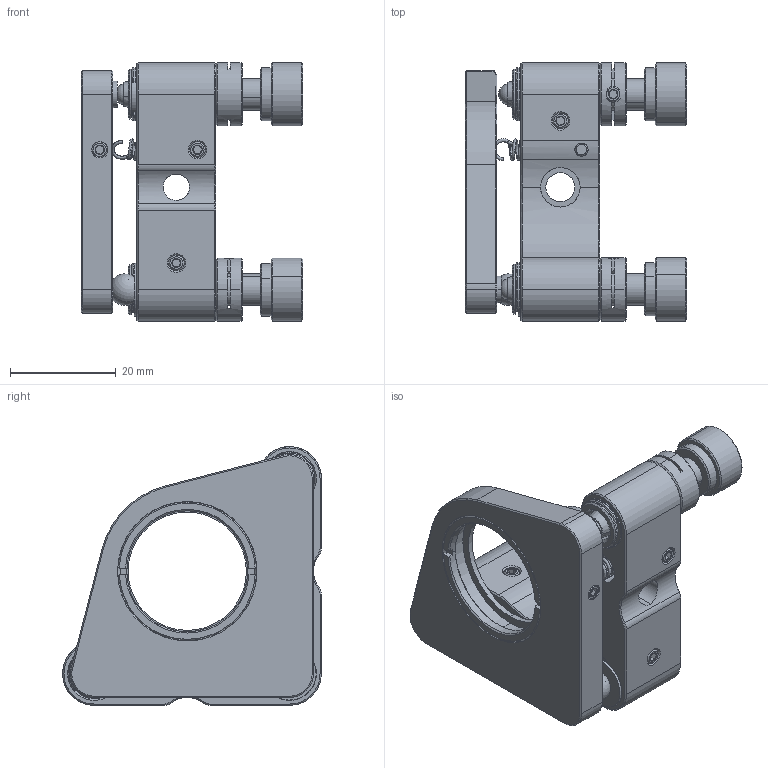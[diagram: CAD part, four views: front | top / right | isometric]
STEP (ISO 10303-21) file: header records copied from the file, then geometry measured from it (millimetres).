
FILE_DESCRIPTION (( 'STEP AP203' ), '1' );
FILE_NAME ('1.1.1.22_ZJB-SM1-2_光学调整架，用于φ1寸光学元件，两轴，带SM1螺纹，含一个卡环.STEP', '2022-09-09T02:49:05', ( '' ), ( '' ), 'SwSTEP 2.0', 'SolidWorks 2021', '' );
FILE_SCHEMA (( 'CONFIG_CONTROL_DESIGN' ));
Length unit declared in the file: millimetre
Products named in the file (18): 1.1.1.22_ZJB-SM1-2_光学调整架，用于φ1寸光学元件，两轴，带SM1螺纹，含一个卡环; 1.1.1.13.1，光学调整架转换件，用于φ1英寸光学元件，Rev.A; 32.4.2，QB-φ5.0x1，φ5.0x1 白钢垫片，A; ZFK透镜卡环压圈_1.8.5.2-ZFK-K1.0; 1.1.1.22.1，光学调整架主体，用于φ1寸光学元件，带SM1螺纹，A; 3.2.2.17.1，标准型M6x0.25六角调节器，长度29.87，Rev.A; 3.2.2.17，DXS-0625-31.6，标准M6x0.25细牙螺丝，长度31.6，Rev.A; 36.1，440c不锈钢滚珠_36.1.6_GZ-B4; 30.5.1-14，LPJ3，M3不锈钢平头紧定螺丝_30.5.1-LPJ3*3; 36.1，440c不锈钢滚珠_36.1.8_GZ-B6; 1.1.1.2.2，光学调整架后面板，用于φ1英寸光学元件，M4螺孔，Rev.A; DXR挠性锁紧细牙螺母，零部件_3.2.3.17.1-DXR-CK0625-21.6; 31.1.6，TL-φ5x17-0.8，2，φ5x17-0.8，双向拉簧，A; 30.5.1-14，LPJ3，M3不锈钢平头紧定螺丝_30.5.6-LPJ3*10; 32.7.1，KC-8，C型卡环，装配尺寸8mm，厚度0.75，A; DXR 挠性锁紧细牙螺母_3.2.3.17_DXR-CK0625-21.6; LJJ-尖头紧定螺丝，不锈钢，A_30.6.2-LJJ3*4; 3.2.10.4，DXG-M0625-1208，标准型M6x0.25螺纹旋钮，沉4mm，滚花Φ12mm，L=8mm，A
Assembly tree (26 placements, depth 3):
  1.1.1.22_ZJB-SM1-2_光学调整架，用于φ1寸光学元件，两轴，带SM1螺纹，含一个卡环
    1.1.1.2.2，光学调整架后面板，用于φ1英寸光学元件，M4螺孔，Rev.A
    1.1.1.22.1，光学调整架主体，用于φ1寸光学元件，带SM1螺纹，A
    DXR 挠性锁紧细牙螺母_3.2.3.17_DXR-CK0625-21.6  x2
      DXR挠性锁紧细牙螺母，零部件_3.2.3.17.1-DXR-CK0625-21.6
      30.5.1-14，LPJ3，M3不锈钢平头紧定螺丝_30.5.1-LPJ3*3
      32.7.1，KC-8，C型卡环，装配尺寸8mm，厚度0.75，A
    3.2.2.17，DXS-0625-31.6，标准M6x0.25细牙螺丝，长度31.6，Rev.A  x2
      3.2.2.17.1，标准型M6x0.25六角调节器，长度29.87，Rev.A
      36.1，440c不锈钢滚珠_36.1.6_GZ-B4
    32.4.2，QB-φ5.0x1，φ5.0x1 白钢垫片，A
    3.2.10.4，DXG-M0625-1208，标准型M6x0.25螺纹旋钮，沉4mm，滚花Φ12mm，L=8mm，A  x2
    31.1.6，TL-φ5x17-0.8，2，φ5x17-0.8，双向拉簧，A  x2
    30.5.1-14，LPJ3，M3不锈钢平头紧定螺丝_30.5.6-LPJ3*10  x4
    LJJ-尖头紧定螺丝，不锈钢，A_30.6.2-LJJ3*4  x3
    ZFK透镜卡环压圈_1.8.5.2-ZFK-K1.0
    1.1.1.13.1，光学调整架转换件，用于φ1英寸光学元件，Rev.A
    36.1，440c不锈钢滚珠_36.1.8_GZ-B6
Bounding box: 41.93 x 49 x 49 mm (x, y, z)
Volume: 23592.5 mm3; surface area: 18837 mm2
Topology: 27 solids, 27 shells, 701 faces, 1591 edges, 938 vertices
Faces by surface type: cone 219, cylinder 212, plane 208, sphere 22, torus 20, bspline 20
Entity records: 29959 total; most frequent: CARTESIAN_POINT 17576, DIRECTION 2272, ORIENTED_EDGE 2030, EDGE_CURVE 1015, AXIS2_PLACEMENT_3D 911, VERTEX_POINT 615, EDGE_LOOP 504, VECTOR 450
